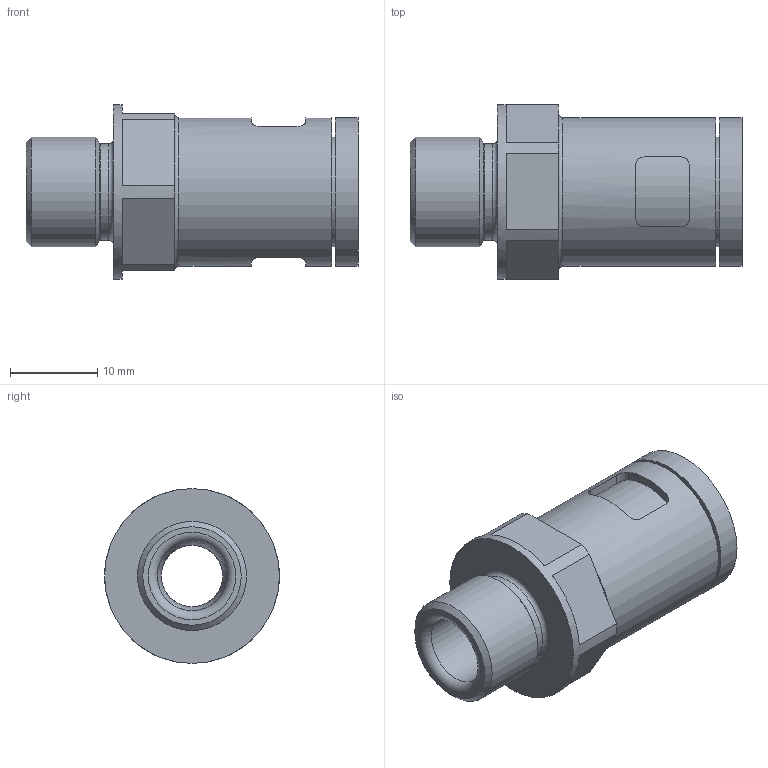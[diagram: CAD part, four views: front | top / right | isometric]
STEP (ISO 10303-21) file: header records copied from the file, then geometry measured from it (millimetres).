
FILE_DESCRIPTION( ( 'STEP AP203' ), '1' );
FILE_NAME( 'FLEXA RQGK-P 5020.074.207.stp', '2020-03-27T11:20:36', ( 'License CC BY-ND 4.0' ), ( 'CADENAS' ), ' ', 'PARTsolutions', ' ' );
FILE_SCHEMA( ( 'CONFIG_CONTROL_DESIGN' ) );
Length unit declared in the file: millimetre
Products named in the file (1): _FLEXA RQGK-P 5020.074.207
Bounding box: 38 x 20 x 20 mm (x, y, z)
Volume: 5383.4 mm3; surface area: 3767.6 mm2
Topology: 1 solids, 1 shells, 62 faces, 146 edges, 90 vertices
Faces by surface type: plane 31, cylinder 19, torus 9, cone 3
Full cylindrical faces by diameter (mm): 7 x1, 8 x1, 10 x1, 11 x1, 12.5 x2, 17 x2, 20 x1
Entity records: 1794 total; most frequent: CARTESIAN_POINT 421, DIRECTION 282, ORIENTED_EDGE 242, EDGE_CURVE 121, AXIS2_PLACEMENT_3D 114, EDGE_LOOP 90, VERTEX_POINT 87, FACE_OUTER_BOUND 80
